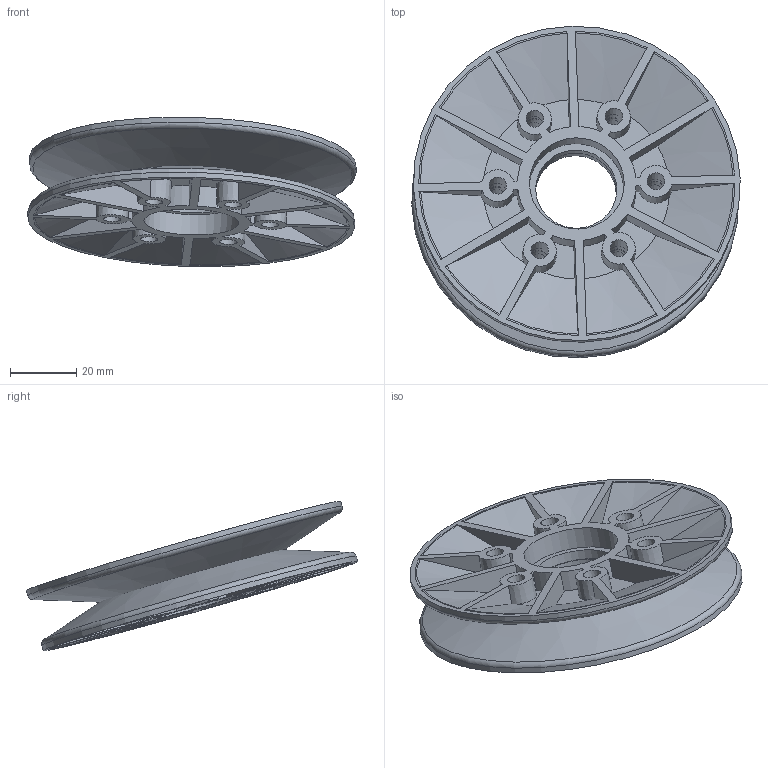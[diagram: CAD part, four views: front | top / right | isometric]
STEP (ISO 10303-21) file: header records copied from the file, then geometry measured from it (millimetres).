
FILE_DESCRIPTION(/* description */ (''),/* implementation_level */ '2;1');
FILE_NAME(/* name */ 'MISC_Pulley_am-0592.iam.step',/* time_stamp */ '2014-01-07T11:29:51-08:00',/* author */ ('Philip'),/* organization */ (''),/* preprocessor_version */ 'ST-DEVELOPER v15.2',/* originating_system */ 'Autodesk Inventor 2014',/* authorisation */ '');
FILE_SCHEMA (('AUTOMOTIVE_DESIGN { 1 0 10303 214 3 1 1 }'));
Length unit declared in the file: inch
Products named in the file (2): Misc_Pulley_am-0592; MISC_Pulley_am-0592
Bounding box: 98.83 x 99.78 x 45.01 mm (x, y, z)
Volume: 60531.1 mm3; surface area: 41575.1 mm2
Topology: 2 solids, 2 shells, 262 faces, 652 edges, 432 vertices
Faces by surface type: plane 114, cone 98, torus 26, cylinder 24
Full cylindrical faces by diameter (mm): 5.182 x6, 7.214 x6, 7.366 x6, 24.435 x2, 28.55 x2, 98.43 x2
Entity records: 3939 total; most frequent: CARTESIAN_POINT 919, DIRECTION 628, ORIENTED_EDGE 586, EDGE_CURVE 293, AXIS2_PLACEMENT_3D 284, VERTEX_POINT 209, EDGE_LOOP 190, CIRCLE 149
